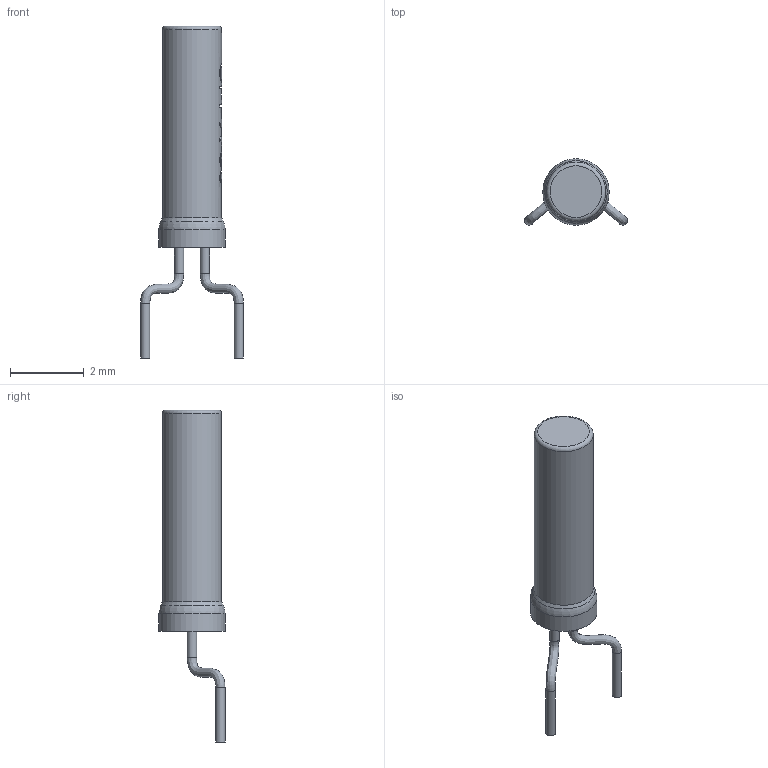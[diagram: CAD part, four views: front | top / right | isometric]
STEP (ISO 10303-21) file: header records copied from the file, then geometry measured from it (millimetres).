
FILE_DESCRIPTION(/* description */ ('Unknown'),/* implementation_level */ '2;1');
FILE_NAME(/* name */ 'CFPX-56',/* time_stamp */ '2021-07-14T08:06:22+01:00',/* author */ ('Unknown'),/* organization */ ('Unknown'),/* preprocessor_version */ 'ST-DEVELOPER v16.7',/* originating_system */ 'DEX',/* authorisation */ $);
FILE_SCHEMA (('AUTOMOTIVE_DESIGN {1 0 10303 214 3 1 1}'));
Length unit declared in the file: millimetre
Products named in the file (2): CFPX-56
Assembly tree (1 placements, depth 2):
  CFPX-56
    CFPX-56
Bounding box: 2.79 x 1.8 x 9 mm (x, y, z)
Volume: 12.6 mm3; surface area: 42.4 mm2
Topology: 1 solids, 1 shells, 77 faces, 202 edges, 133 vertices
Faces by surface type: plane 48, bspline 15, cylinder 11, torus 2, cone 1
Full cylindrical faces by diameter (mm): 0.25 x4, 1.4 x1, 1.6 x1, 1.8 x1
Entity records: 3355 total; most frequent: CARTESIAN_POINT 1147, ORIENTED_EDGE 330, DIRECTION 303, EDGE_CURVE 165, VERTEX_POINT 116, AXIS2_PLACEMENT_3D 102, EDGE_LOOP 101, FACE_BOUND 101
